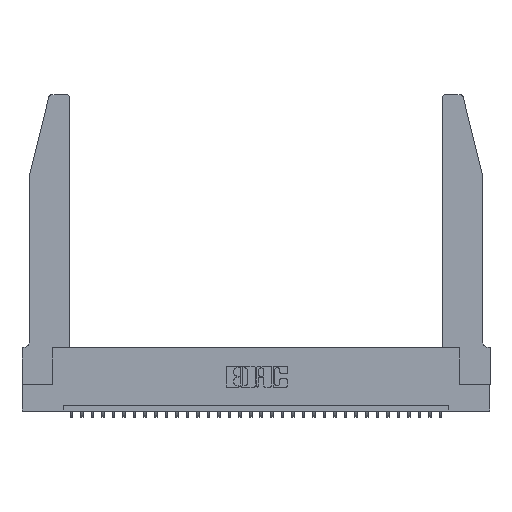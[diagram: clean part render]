
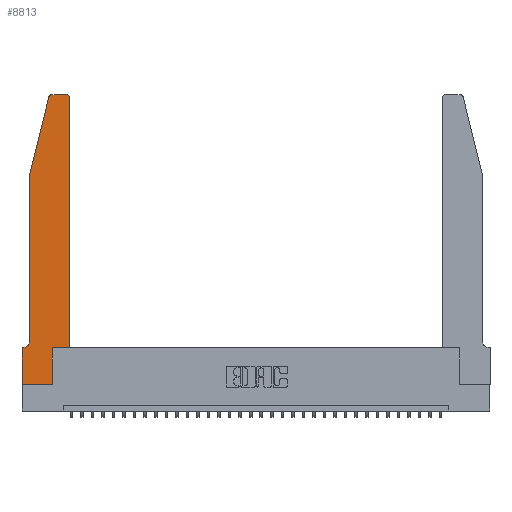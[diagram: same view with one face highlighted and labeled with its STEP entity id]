
A CAD part, top view. The second image highlights one B-rep face of the part: STEP entity #8813.
In plain terms, the highlighted planar face has unit normal (0, 0, 1).
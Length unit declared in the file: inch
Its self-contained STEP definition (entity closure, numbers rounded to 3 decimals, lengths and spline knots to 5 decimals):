
#21 = ORIENTED_EDGE ( 'NONE', *, *, #3661, .T. ) ;
#979 = CARTESIAN_POINT ( 'NONE',  ( 0.284, 2.75, 0.37 ) ) ;
#996 = CARTESIAN_POINT ( 'NONE',  ( 0.0055, 0.42, 0.37 ) ) ;
#1024 = CARTESIAN_POINT ( 'NONE',  ( 0.2865, 0.35, 0.37 ) ) ;
#1393 = EDGE_CURVE ( 'NONE', #19640, #13976, #32646, .T. ) ;
#1422 = ORIENTED_EDGE ( 'NONE', *, *, #18895, .T. ) ;
#1963 = LINE ( 'NONE', #12383, #4715 ) ;
#2329 = ORIENTED_EDGE ( 'NONE', *, *, #5401, .T. ) ;
#2443 = CARTESIAN_POINT ( 'NONE',  ( 0., 0., 0.37 ) ) ;
#2637 = ORIENTED_EDGE ( 'NONE', *, *, #1393, .T. ) ;
#2773 = LINE ( 'NONE', #6242, #18972 ) ;
#3536 = VECTOR ( 'NONE', #26098, 39.37008 ) ;
#3661 = EDGE_CURVE ( 'NONE', #30119, #8222, #9589, .T. ) ;
#3807 = AXIS2_PLACEMENT_3D ( 'NONE', #996, #16180, #26355 ) ;
#4383 = VERTEX_POINT ( 'NONE', #32232 ) ;
#4708 = CARTESIAN_POINT ( 'NONE',  ( 0.4505, 0.35, 0.37 ) ) ;
#4715 = VECTOR ( 'NONE', #25263, 39.37008 ) ;
#5401 = EDGE_CURVE ( 'NONE', #30444, #25615, #22081, .T. ) ;
#6087 = DIRECTION ( 'NONE',  ( 0., 0., 1. ) ) ;
#6242 = CARTESIAN_POINT ( 'NONE',  ( 0.0755, 2., 0.37 ) ) ;
#6599 = ORIENTED_EDGE ( 'NONE', *, *, #18540, .T. ) ;
#7010 = CARTESIAN_POINT ( 'NONE',  ( 0., 0.35, 0.37 ) ) ;
#7633 = CARTESIAN_POINT ( 'NONE',  ( 0.2865, 0., 0.37 ) ) ;
#7739 = EDGE_LOOP ( 'NONE', ( #26559, #11687, #22555, #23059, #25632, #2329, #1422, #2637, #6599, #10510, #21, #32269 ) ) ;
#8180 = AXIS2_PLACEMENT_3D ( 'NONE', #22713, #17523, #25236 ) ;
#8222 = VERTEX_POINT ( 'NONE', #23488 ) ;
#8712 = CARTESIAN_POINT ( 'NONE',  ( 0.284, 2.72, 0.37 ) ) ;
#8813 = ADVANCED_FACE ( 'NONE', ( #14864 ), #22610, .T. ) ;
#8871 = LINE ( 'NONE', #17460, #22283 ) ;
#8986 = CIRCLE ( 'NONE', #3807, 0.07 ) ;
#9291 = VECTOR ( 'NONE', #27838, 39.37008 ) ;
#9589 = LINE ( 'NONE', #4708, #24977 ) ;
#9992 = CARTESIAN_POINT ( 'NONE',  ( 0.4205, 2.72, 0.37 ) ) ;
#10155 = LINE ( 'NONE', #1024, #12902 ) ;
#10505 = VERTEX_POINT ( 'NONE', #20699 ) ;
#10510 = ORIENTED_EDGE ( 'NONE', *, *, #16366, .T. ) ;
#11687 = ORIENTED_EDGE ( 'NONE', *, *, #16062, .T. ) ;
#12383 = CARTESIAN_POINT ( 'NONE',  ( 0.2605, 2.75, 0.37 ) ) ;
#12902 = VECTOR ( 'NONE', #29273, 39.37008 ) ;
#12936 = AXIS2_PLACEMENT_3D ( 'NONE', #9992, #32763, #19126 ) ;
#13681 = DIRECTION ( 'NONE',  ( 1., 0., 0. ) ) ;
#13976 = VERTEX_POINT ( 'NONE', #7633 ) ;
#14256 = LINE ( 'NONE', #26761, #27307 ) ;
#14461 = LINE ( 'NONE', #2443, #21166 ) ;
#14533 = VERTEX_POINT ( 'NONE', #979 ) ;
#14796 = CIRCLE ( 'NONE', #12936, 0.03 ) ;
#14843 = DIRECTION ( 'NONE',  ( 0., 1., 0. ) ) ;
#14864 = FACE_OUTER_BOUND ( 'NONE', #7739, .T. ) ;
#16062 = EDGE_CURVE ( 'NONE', #14533, #25701, #26931, .T. ) ;
#16180 = DIRECTION ( 'NONE',  ( 0., 0., -1. ) ) ;
#16366 = EDGE_CURVE ( 'NONE', #18333, #30119, #14256, .T. ) ;
#16618 = EDGE_CURVE ( 'NONE', #4383, #10505, #2773, .T. ) ;
#17064 = VERTEX_POINT ( 'NONE', #30218 ) ;
#17435 = DIRECTION ( 'NONE',  ( 0., -1., 0. ) ) ;
#17460 = CARTESIAN_POINT ( 'NONE',  ( 0.0755, 2., 0.37 ) ) ;
#17523 = DIRECTION ( 'NONE',  ( 0., 0., 1. ) ) ;
#18333 = VERTEX_POINT ( 'NONE', #28375 ) ;
#18464 = CARTESIAN_POINT ( 'NONE',  ( 0.0755, 0.35, 0.37 ) ) ;
#18540 = EDGE_CURVE ( 'NONE', #13976, #18333, #10155, .T. ) ;
#18895 = EDGE_CURVE ( 'NONE', #25615, #19640, #14461, .T. ) ;
#18972 = VECTOR ( 'NONE', #31442, 39.37008 ) ;
#19126 = DIRECTION ( 'NONE',  ( 1., 0., 0. ) ) ;
#19640 = VERTEX_POINT ( 'NONE', #32043 ) ;
#20393 = CARTESIAN_POINT ( 'NONE',  ( 0.0055, 0.35, 0.37 ) ) ;
#20699 = CARTESIAN_POINT ( 'NONE',  ( 0.0755, 0.42, 0.37 ) ) ;
#21166 = VECTOR ( 'NONE', #17435, 39.37008 ) ;
#21449 = AXIS2_PLACEMENT_3D ( 'NONE', #8712, #6087, #13681 ) ;
#22081 = LINE ( 'NONE', #18464, #3536 ) ;
#22283 = VECTOR ( 'NONE', #27414, 39.37008 ) ;
#22505 = EDGE_CURVE ( 'NONE', #25701, #4383, #8871, .T. ) ;
#22555 = ORIENTED_EDGE ( 'NONE', *, *, #22505, .T. ) ;
#22610 = PLANE ( 'NONE',  #8180 ) ;
#22713 = CARTESIAN_POINT ( 'NONE',  ( 0., 0.35, 0.37 ) ) ;
#23059 = ORIENTED_EDGE ( 'NONE', *, *, #16618, .T. ) ;
#23488 = CARTESIAN_POINT ( 'NONE',  ( 0.4505, 2.72, 0.37 ) ) ;
#24977 = VECTOR ( 'NONE', #14843, 39.37008 ) ;
#25236 = DIRECTION ( 'NONE',  ( 1., 0., 0. ) ) ;
#25263 = DIRECTION ( 'NONE',  ( -1., 0., 0. ) ) ;
#25615 = VERTEX_POINT ( 'NONE', #7010 ) ;
#25632 = ORIENTED_EDGE ( 'NONE', *, *, #28366, .T. ) ;
#25701 = VERTEX_POINT ( 'NONE', #30085 ) ;
#26098 = DIRECTION ( 'NONE',  ( -1., 0., 0. ) ) ;
#26355 = DIRECTION ( 'NONE',  ( -1., 0., 0. ) ) ;
#26559 = ORIENTED_EDGE ( 'NONE', *, *, #27600, .T. ) ;
#26761 = CARTESIAN_POINT ( 'NONE',  ( 0.4505, 0.35, 0.37 ) ) ;
#26931 = CIRCLE ( 'NONE', #21449, 0.03 ) ;
#27184 = DIRECTION ( 'NONE',  ( 1., 0., 0. ) ) ;
#27307 = VECTOR ( 'NONE', #27184, 39.37008 ) ;
#27414 = DIRECTION ( 'NONE',  ( -0.239, -0.971, 0. ) ) ;
#27600 = EDGE_CURVE ( 'NONE', #17064, #14533, #1963, .T. ) ;
#27640 = CARTESIAN_POINT ( 'NONE',  ( 0., 0., 0.37 ) ) ;
#27838 = DIRECTION ( 'NONE',  ( 1., 0., 0. ) ) ;
#28366 = EDGE_CURVE ( 'NONE', #10505, #30444, #8986, .T. ) ;
#28375 = CARTESIAN_POINT ( 'NONE',  ( 0.2865, 0.35, 0.37 ) ) ;
#29198 = CARTESIAN_POINT ( 'NONE',  ( 0.4505, 0.35, 0.37 ) ) ;
#29273 = DIRECTION ( 'NONE',  ( 0., 1., 0. ) ) ;
#29822 = EDGE_CURVE ( 'NONE', #8222, #17064, #14796, .T. ) ;
#30085 = CARTESIAN_POINT ( 'NONE',  ( 0.25487, 2.72718, 0.37 ) ) ;
#30119 = VERTEX_POINT ( 'NONE', #29198 ) ;
#30218 = CARTESIAN_POINT ( 'NONE',  ( 0.4205, 2.75, 0.37 ) ) ;
#30444 = VERTEX_POINT ( 'NONE', #20393 ) ;
#31442 = DIRECTION ( 'NONE',  ( 0., -1., 0. ) ) ;
#32043 = CARTESIAN_POINT ( 'NONE',  ( 0., 0., 0.37 ) ) ;
#32232 = CARTESIAN_POINT ( 'NONE',  ( 0.0755, 2., 0.37 ) ) ;
#32269 = ORIENTED_EDGE ( 'NONE', *, *, #29822, .T. ) ;
#32646 = LINE ( 'NONE', #27640, #9291 ) ;
#32763 = DIRECTION ( 'NONE',  ( 0., 0., 1. ) ) ;
